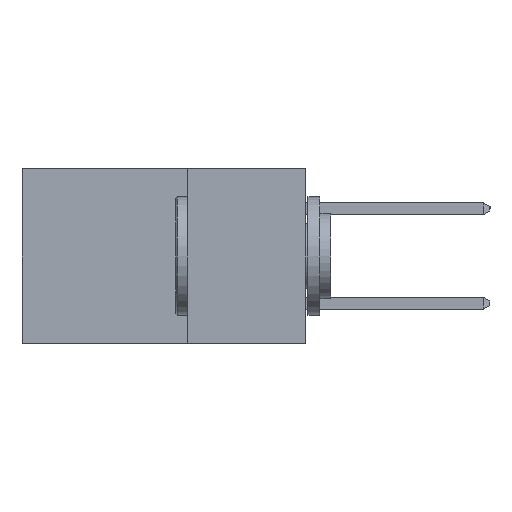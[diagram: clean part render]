
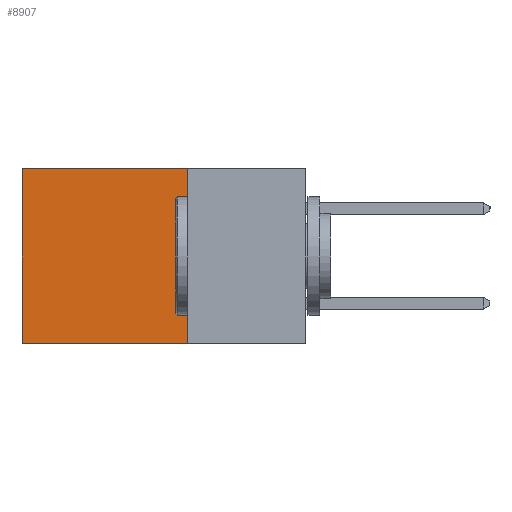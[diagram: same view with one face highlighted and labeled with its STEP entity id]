
A CAD part, left-side view. The second image highlights one B-rep face of the part: STEP entity #8907.
In plain terms, the highlighted planar face has unit normal (-1, 0, 0).
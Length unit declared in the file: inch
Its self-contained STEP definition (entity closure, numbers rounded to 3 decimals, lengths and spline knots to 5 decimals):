
#369 = CARTESIAN_POINT ( 'NONE',  ( 0.2615, 0.25, -0.37 ) ) ;
#487 = VERTEX_POINT ( 'NONE', #17098 ) ;
#1001 = EDGE_LOOP ( 'NONE', ( #4947, #6408, #23261, #24475 ) ) ;
#1955 = CARTESIAN_POINT ( 'NONE',  ( 0.2615, 0.25, -0.37 ) ) ;
#2225 = CARTESIAN_POINT ( 'NONE',  ( 0.2615, 0.6, -0.37 ) ) ;
#2490 = CARTESIAN_POINT ( 'NONE',  ( 0.2615, 0.6, -0.37 ) ) ;
#3547 = LINE ( 'NONE', #14911, #13496 ) ;
#3805 = LINE ( 'NONE', #1955, #13888 ) ;
#3939 = DIRECTION ( 'NONE',  ( 0., 1., 0. ) ) ;
#4055 = LINE ( 'NONE', #369, #16984 ) ;
#4947 = ORIENTED_EDGE ( 'NONE', *, *, #14746, .T. ) ;
#5932 = EDGE_CURVE ( 'NONE', #18840, #487, #3547, .T. ) ;
#6408 = ORIENTED_EDGE ( 'NONE', *, *, #8581, .F. ) ;
#8581 = EDGE_CURVE ( 'NONE', #22132, #22843, #4055, .T. ) ;
#8907 = ADVANCED_FACE ( 'NONE', ( #10872 ), #20338, .F. ) ;
#9105 = CARTESIAN_POINT ( 'NONE',  ( 0.2615, 0.25, -0.37 ) ) ;
#9685 = DIRECTION ( 'NONE',  ( 0., 0., -1. ) ) ;
#10162 = DIRECTION ( 'NONE',  ( 1., 0., 0. ) ) ;
#10872 = FACE_OUTER_BOUND ( 'NONE', #1001, .T. ) ;
#11064 = DIRECTION ( 'NONE',  ( 0., 1., 0. ) ) ;
#13496 = VECTOR ( 'NONE', #11064, 39.37008 ) ;
#13888 = VECTOR ( 'NONE', #9685, 39.37008 ) ;
#14746 = EDGE_CURVE ( 'NONE', #487, #22843, #19590, .T. ) ;
#14911 = CARTESIAN_POINT ( 'NONE',  ( 0.2615, 0.25, 0. ) ) ;
#15539 = EDGE_CURVE ( 'NONE', #18840, #22132, #3805, .T. ) ;
#16984 = VECTOR ( 'NONE', #3939, 39.37008 ) ;
#17098 = CARTESIAN_POINT ( 'NONE',  ( 0.2615, 0.6, 0. ) ) ;
#18840 = VERTEX_POINT ( 'NONE', #22855 ) ;
#19002 = CARTESIAN_POINT ( 'NONE',  ( 0.2615, 0.25, -0.37 ) ) ;
#19590 = LINE ( 'NONE', #2490, #23099 ) ;
#19712 = DIRECTION ( 'NONE',  ( 0., 0., -1. ) ) ;
#20267 = AXIS2_PLACEMENT_3D ( 'NONE', #9105, #10162, #21969 ) ;
#20338 = PLANE ( 'NONE',  #20267 ) ;
#21969 = DIRECTION ( 'NONE',  ( 0., 0., -1. ) ) ;
#22132 = VERTEX_POINT ( 'NONE', #19002 ) ;
#22843 = VERTEX_POINT ( 'NONE', #2225 ) ;
#22855 = CARTESIAN_POINT ( 'NONE',  ( 0.2615, 0.25, 0. ) ) ;
#23099 = VECTOR ( 'NONE', #19712, 39.37008 ) ;
#23261 = ORIENTED_EDGE ( 'NONE', *, *, #15539, .F. ) ;
#24475 = ORIENTED_EDGE ( 'NONE', *, *, #5932, .T. ) ;
